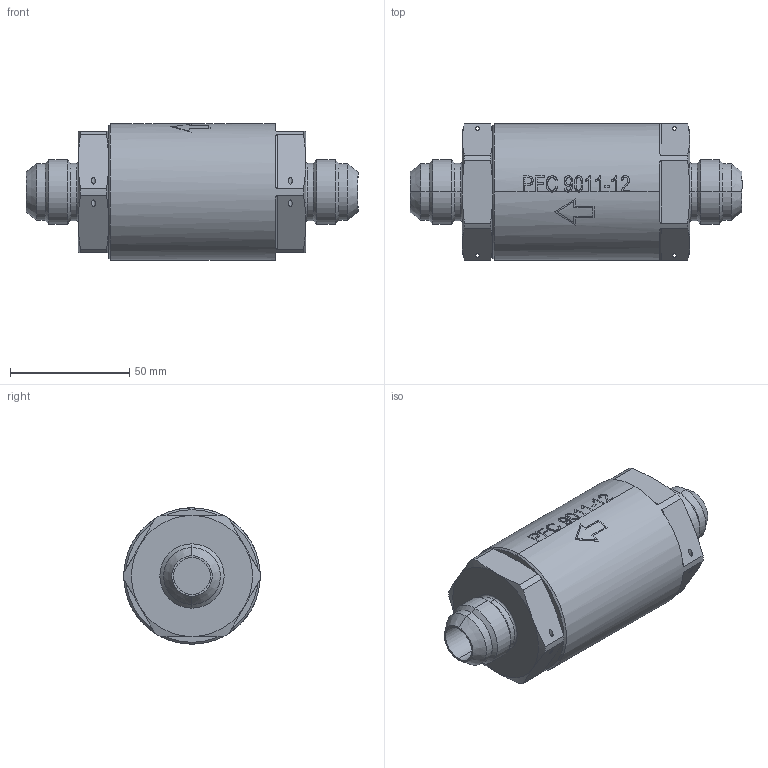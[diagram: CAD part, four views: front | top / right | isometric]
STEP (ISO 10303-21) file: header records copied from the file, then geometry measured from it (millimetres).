
FILE_DESCRIPTION (( 'STEP AP214' ), '1' );
FILE_NAME ('09011012_AS4395(SS).STEP', '2015-07-01T15:16:58', ( '' ), ( '' ), 'SwSTEP 2.0', 'SolidWorks 2015', '' );
FILE_SCHEMA (( 'AUTOMOTIVE_DESIGN' ));
Length unit declared in the file: millimetre
Products named in the file (3): 09011012_AS4395(SS); 09011125_AS4395(ADAPTER); 09011120_AS4395(BODY)
Assembly tree (2 placements, depth 2):
  09011012_AS4395(SS)
    09011125_AS4395(ADAPTER)
    09011120_AS4395(BODY)
Bounding box: 139.19 x 57.15 x 57.15 mm (x, y, z)
Volume: 247173.6 mm3; surface area: 38887 mm2
Topology: 2 solids, 2 shells, 247 faces, 621 edges, 390 vertices
Faces by surface type: plane 87, cylinder 64, bspline 48, cone 38, torus 10
Entity records: 10501 total; most frequent: CARTESIAN_POINT 4875, ORIENTED_EDGE 1242, DIRECTION 1017, EDGE_CURVE 621, VERTEX_POINT 390, AXIS2_PLACEMENT_3D 380, EDGE_LOOP 267, VECTOR 257
